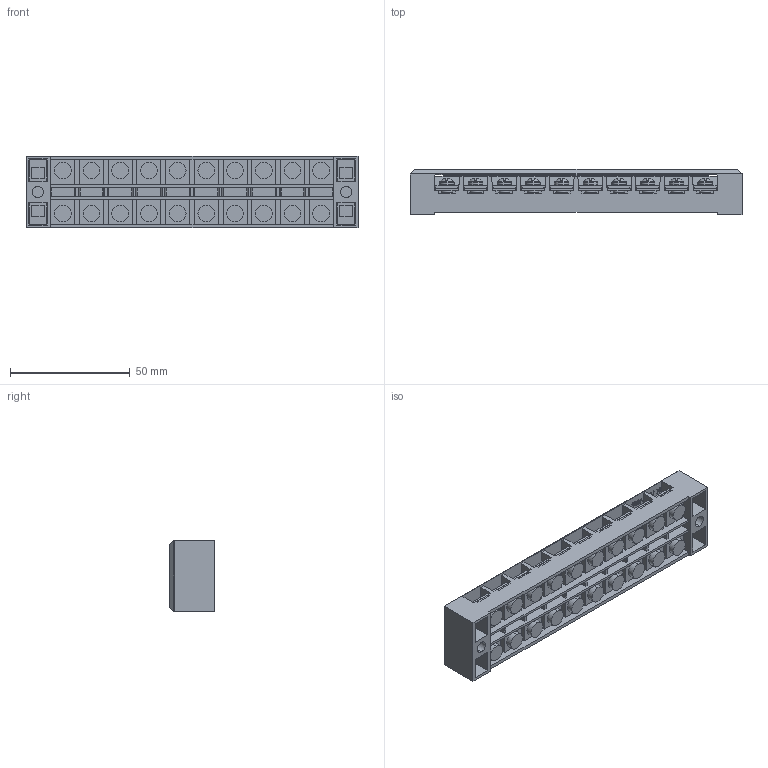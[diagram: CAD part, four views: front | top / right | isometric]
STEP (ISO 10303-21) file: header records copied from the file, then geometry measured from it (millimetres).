
FILE_DESCRIPTION (( 'STEP AP214' ), '1' );
FILE_NAME ('WEIDU TB25XX, 10.STEP', '2019-08-17T01:42:19', ( '' ), ( '' ), 'SwSTEP 2.0', 'SolidWorks 2018', '' );
FILE_SCHEMA (( 'AUTOMOTIVE_DESIGN' ));
Length unit declared in the file: millimetre
Products named in the file (6): COVER, WEIDU TB25XX_10; TERMINAL PLATE, WEIDU TB25XX; CONDUCTING STRIP, WEIDU TB25XX; BLOCK, WEIDU TB25XX_10; WEIDU TB25XX, 10; PBHS, M4X8, WEIDU TB25XX_default
Assembly tree (52 placements, depth 2):
  WEIDU TB25XX, 10
    BLOCK, WEIDU TB25XX_10
    CONDUCTING STRIP, WEIDU TB25XX  x10
    TERMINAL PLATE, WEIDU TB25XX  x20
    COVER, WEIDU TB25XX_10
    PBHS, M4X8, WEIDU TB25XX_default  x20
Bounding box: 138.8 x 19 x 30 mm (x, y, z)
Volume: 41219.3 mm3; surface area: 52262.6 mm2
Topology: 52 solids, 52 shells, 2135 faces, 5560 edges, 3604 vertices
Faces by surface type: plane 1198, cylinder 408, bspline 187, cone 172, torus 104, sphere 66
Entity records: 43084 total; most frequent: CARTESIAN_POINT 17088, ORIENTED_EDGE 5598, DIRECTION 4708, EDGE_CURVE 2799, LINE 1982, VECTOR 1982, VERTEX_POINT 1811, AXIS2_PLACEMENT_3D 1363
